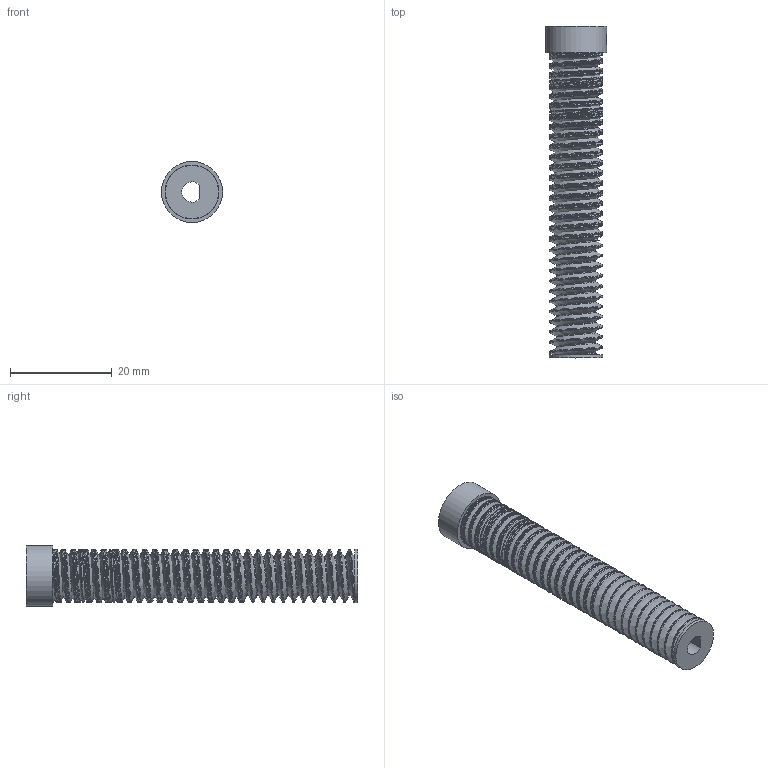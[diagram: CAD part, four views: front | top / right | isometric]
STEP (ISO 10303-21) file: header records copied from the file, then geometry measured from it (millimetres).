
FILE_DESCRIPTION(/* description */ (''),/* implementation_level */ '2;1');
FILE_NAME(/* name */ 'Worm_gear_re.stp',/* time_stamp */ '2024-05-16T11:41:24+07:00',/* author */ ('DELL'),/* organization */ (''),/* preprocessor_version */ 'ST-DEVELOPER v19',/* originating_system */ 'Autodesk Inventor 2023',/* authorisation */ '');
FILE_SCHEMA (('AUTOMOTIVE_DESIGN { 1 0 10303 214 3 1 1 }'));
Products named in the file (1): Worm_gear_re
Bounding box: 12 x 65.25 x 12 mm (x, y, z)
Volume: 4658.4 mm3; surface area: 11562.4 mm2
Topology: 4 solids, 4 shells, 109 faces, 304 edges, 203 vertices
Faces by surface type: cylinder 72, plane 19, bspline 18
Full cylindrical faces by diameter (mm): 1.983 x1, 2 x1, 7.534 x3, 8.276 x1, 10.5 x57, 12 x1
Entity records: 32701 total; most frequent: CARTESIAN_POINT 30200, ORIENTED_EDGE 608, DIRECTION 342, EDGE_CURVE 304, VERTEX_POINT 203, B_SPLINE_CURVE_WITH_KNOTS 176, EDGE_LOOP 123, AXIS2_PLACEMENT_3D 122
